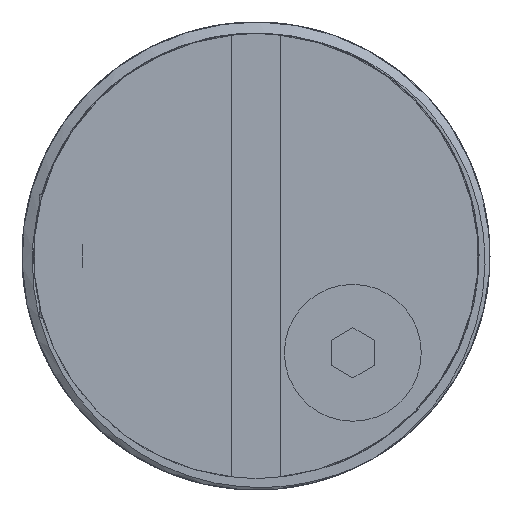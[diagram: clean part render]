
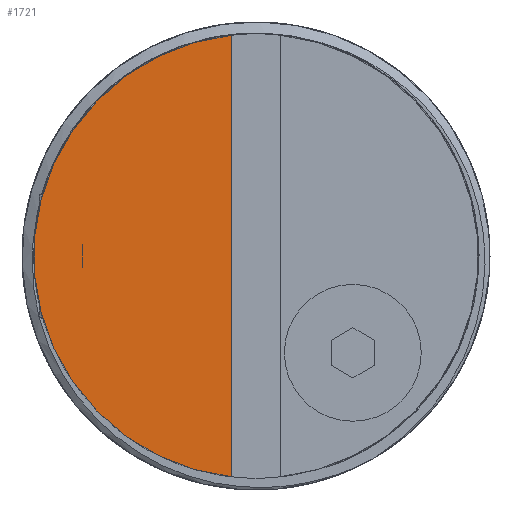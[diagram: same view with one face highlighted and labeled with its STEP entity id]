
A CAD part, left-side view. The second image highlights one B-rep face of the part: STEP entity #1721.
In plain terms, the highlighted planar face has unit normal (-1, 0, 0).
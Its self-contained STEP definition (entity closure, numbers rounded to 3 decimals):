
#31=PLANE('',#1872);
#137=FACE_OUTER_BOUND('',#237,.T.);
#237=EDGE_LOOP('',(#1522,#1523));
#264=CIRCLE('',#1821,17.85);
#491=LINE('',#9834,#597);
#597=VECTOR('',#2210,1000.);
#740=VERTEX_POINT('',#6294);
#741=VERTEX_POINT('',#6296);
#973=EDGE_CURVE('',#741,#740,#264,.T.);
#1037=EDGE_CURVE('',#740,#741,#491,.T.);
#1522=ORIENTED_EDGE('',*,*,#1037,.T.);
#1523=ORIENTED_EDGE('',*,*,#973,.T.);
#1721=ADVANCED_FACE('',(#137),#31,.T.);
#1821=AXIS2_PLACEMENT_3D('',#6297,#2079,#2080);
#1872=AXIS2_PLACEMENT_3D('',#9833,#2208,#2209);
#2079=DIRECTION('center_axis',(-1.,0.,0.));
#2080=DIRECTION('ref_axis',(0.,0.,1.));
#2208=DIRECTION('center_axis',(-1.,0.,0.));
#2209=DIRECTION('ref_axis',(0.,0.,1.));
#2210=DIRECTION('',(0.,0.,1.));
#6294=CARTESIAN_POINT('',(-86.5,2.,-17.738));
#6296=CARTESIAN_POINT('',(-86.5,2.,17.738));
#6297=CARTESIAN_POINT('Origin',(-86.5,0.,0.));
#9833=CARTESIAN_POINT('Origin',(-86.5,0.,0.));
#9834=CARTESIAN_POINT('',(-86.5,2.,-19.));
